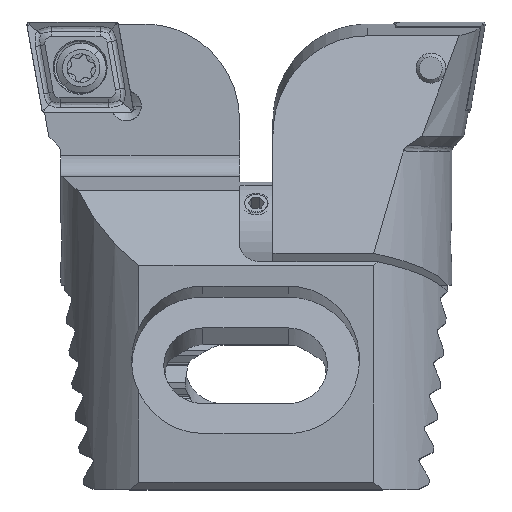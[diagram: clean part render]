
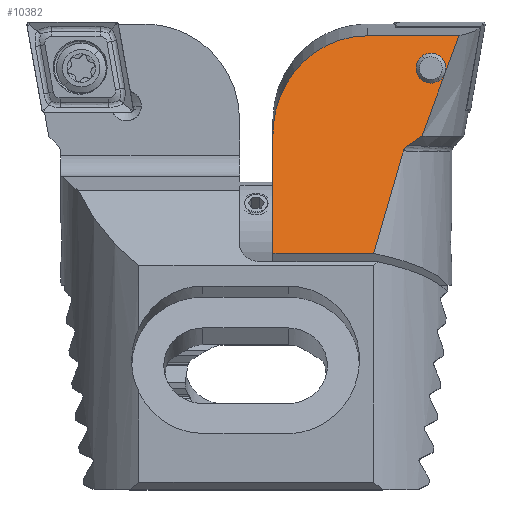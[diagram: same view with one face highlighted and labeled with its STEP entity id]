
A CAD part, top view. The second image highlights one B-rep face of the part: STEP entity #10382.
In plain terms, the highlighted face is planar.
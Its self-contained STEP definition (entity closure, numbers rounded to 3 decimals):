
#160 = EDGE_CURVE ( 'NONE', #3752, #215, #8254, .T. ) ;
#197 = CARTESIAN_POINT ( 'NONE',  ( 15.75, -32.579, -22. ) ) ;
#215 = VERTEX_POINT ( 'NONE', #11905 ) ;
#300 = CARTESIAN_POINT ( 'NONE',  ( 7.185, -11.851, -16.446 ) ) ;
#510 = CARTESIAN_POINT ( 'NONE',  ( 65., -1.957, -13.795 ) ) ;
#608 = DIRECTION ( 'NONE',  ( 0., -0.259, 0.966 ) ) ;
#842 = CARTESIAN_POINT ( 'NONE',  ( 11.544, -18.015, -18.098 ) ) ;
#1260 = LINE ( 'NONE', #11461, #4064 ) ;
#1354 = ORIENTED_EDGE ( 'NONE', *, *, #6233, .T. ) ;
#1457 = VERTEX_POINT ( 'NONE', #8397 ) ;
#1835 = VERTEX_POINT ( 'NONE', #11229 ) ;
#2159 = CARTESIAN_POINT ( 'NONE',  ( 7.694, -8.61, -15.578 ) ) ;
#2450 = CARTESIAN_POINT ( 'NONE',  ( 3.756, -1.957, -13.795 ) ) ;
#2490 = CARTESIAN_POINT ( 'NONE',  ( 7.694, -4.41, -14.452 ) ) ;
#2861 = B_SPLINE_CURVE_WITH_KNOTS ( 'NONE', 3,
 ( #5056, #5102, #4968, #4882 ),
 .UNSPECIFIED., .F., .F.,
 ( 4, 4 ),
 ( 0.001, 0.003 ),
 .UNSPECIFIED. ) ;
#2875 = ORIENTED_EDGE ( 'NONE', *, *, #3988, .T. ) ;
#2888 =( BOUNDED_CURVE ( )  B_SPLINE_CURVE ( 3, ( #7595, #300, #8630, #2450 ),
 .UNSPECIFIED., .F., .F. ) 
 B_SPLINE_CURVE_WITH_KNOTS ( ( 4, 4 ),
 ( 3.586, 3.696 ),
 .UNSPECIFIED. ) 
 CURVE ( )  GEOMETRIC_REPRESENTATION_ITEM ( )  RATIONAL_B_SPLINE_CURVE ( ( 1., 0.999, 0.999, 1. ) ) 
 REPRESENTATION_ITEM ( '' )  );
#3005 = EDGE_CURVE ( 'NONE', #1835, #9641, #1260, .T. ) ;
#3053 = AXIS2_PLACEMENT_3D ( 'NONE', #12077, #608, #7889 ) ;
#3752 = VERTEX_POINT ( 'NONE', #197 ) ;
#3877 =( BOUNDED_CURVE ( )  B_SPLINE_CURVE ( 3, ( #9603, #10310, #9700, #9559 ),
 .UNSPECIFIED., .F., .F. ) 
 B_SPLINE_CURVE_WITH_KNOTS ( ( 4, 4 ),
 ( 0., 3.142 ),
 .UNSPECIFIED. ) 
 CURVE ( )  GEOMETRIC_REPRESENTATION_ITEM ( )  RATIONAL_B_SPLINE_CURVE ( ( 1., 0.333, 0.333, 1. ) ) 
 REPRESENTATION_ITEM ( '' )  );
#3879 = EDGE_CURVE ( 'NONE', #1835, #3752, #6947, .T. ) ;
#3936 = CARTESIAN_POINT ( 'NONE',  ( 11.894, -4.41, -14.452 ) ) ;
#3988 = EDGE_CURVE ( 'NONE', #8599, #8993, #3877, .T. ) ;
#4025 = CARTESIAN_POINT ( 'NONE',  ( 11.469, -17.88, -18.061 ) ) ;
#4064 = VECTOR ( 'NONE', #7769, 1000. ) ;
#4153 = EDGE_LOOP ( 'NONE', ( #12768, #9330, #11688, #9982, #10981, #8828, #4321, #11509 ) ) ;
#4233 = EDGE_CURVE ( 'NONE', #1457, #8591, #2861, .T. ) ;
#4321 = ORIENTED_EDGE ( 'NONE', *, *, #4233, .T. ) ;
#4450 = CARTESIAN_POINT ( 'NONE',  ( 29.9, -15.813, -17.508 ) ) ;
#4526 = VERTEX_POINT ( 'NONE', #11246 ) ;
#4594 = CARTESIAN_POINT ( 'NONE',  ( 8.976, -16.083, -17.58 ) ) ;
#4882 = CARTESIAN_POINT ( 'NONE',  ( 8.976, -16.083, -17.58 ) ) ;
#4968 = CARTESIAN_POINT ( 'NONE',  ( 9.655, -16.549, -17.705 ) ) ;
#5056 = CARTESIAN_POINT ( 'NONE',  ( 11.03, -17.457, -17.948 ) ) ;
#5080 = CARTESIAN_POINT ( 'NONE',  ( 11.16, -17.542, -17.971 ) ) ;
#5102 = CARTESIAN_POINT ( 'NONE',  ( 10.339, -17.008, -17.828 ) ) ;
#5330 = FACE_BOUND ( 'NONE', #11161, .T. ) ;
#5705 = CARTESIAN_POINT ( 'NONE',  ( 3.756, -1.957, -13.795 ) ) ;
#5715 =( BOUNDED_CURVE ( )  B_SPLINE_CURVE ( 3, ( #8752, #9070, #3936, #11232 ),
 .UNSPECIFIED., .F., .F. ) 
 B_SPLINE_CURVE_WITH_KNOTS ( ( 4, 4 ),
 ( 3.142, 6.283 ),
 .UNSPECIFIED. ) 
 CURVE ( )  GEOMETRIC_REPRESENTATION_ITEM ( )  RATIONAL_B_SPLINE_CURVE ( ( 1., 0.333, 0.333, 1. ) ) 
 REPRESENTATION_ITEM ( '' )  );
#5921 = VECTOR ( 'NONE', #9888, 1000. ) ;
#6233 = EDGE_CURVE ( 'NONE', #8993, #8599, #5715, .T. ) ;
#6850 = PLANE ( 'NONE',  #3053 ) ;
#6947 = LINE ( 'NONE', #12619, #7266 ) ;
#7266 = VECTOR ( 'NONE', #12705, 1000. ) ;
#7595 = CARTESIAN_POINT ( 'NONE',  ( 8.976, -16.083, -17.58 ) ) ;
#7769 = DIRECTION ( 'NONE',  ( 0., 0.966, 0.259 ) ) ;
#7889 = DIRECTION ( 'NONE',  ( 0., -0.966, -0.259 ) ) ;
#8113 = VERTEX_POINT ( 'NONE', #5705 ) ;
#8254 =( BOUNDED_CURVE ( )  B_SPLINE_CURVE ( 3, ( #10097, #10554, #10595, #10599 ),
 .UNSPECIFIED., .F., .F. ) 
 B_SPLINE_CURVE_WITH_KNOTS ( ( 4, 4 ),
 ( 3.785, 3.992 ),
 .UNSPECIFIED. ) 
 CURVE ( )  GEOMETRIC_REPRESENTATION_ITEM ( )  RATIONAL_B_SPLINE_CURVE ( ( 1., 0.996, 0.996, 1. ) ) 
 REPRESENTATION_ITEM ( '' )  );
#8397 = CARTESIAN_POINT ( 'NONE',  ( 11.03, -17.457, -17.948 ) ) ;
#8430 = CARTESIAN_POINT ( 'NONE',  ( 29.9, -15.813, -17.508 ) ) ;
#8541 = EDGE_CURVE ( 'NONE', #4526, #9641, #8843, .T. ) ;
#8547 = CARTESIAN_POINT ( 'NONE',  ( 24.391, -1.957, -13.795 ) ) ;
#8591 = VERTEX_POINT ( 'NONE', #4594 ) ;
#8599 = VERTEX_POINT ( 'NONE', #2490 ) ;
#8630 = CARTESIAN_POINT ( 'NONE',  ( 5.443, -7.138, -15.183 ) ) ;
#8752 = CARTESIAN_POINT ( 'NONE',  ( 7.694, -8.61, -15.578 ) ) ;
#8828 = ORIENTED_EDGE ( 'NONE', *, *, #9501, .T. ) ;
#8843 =( BOUNDED_CURVE ( )  B_SPLINE_CURVE ( 3, ( #9552, #8547, #10673, #4450 ),
 .UNSPECIFIED., .F., .T. ) 
 B_SPLINE_CURVE_WITH_KNOTS ( ( 4, 4 ),
 ( 3.142, 4.712 ),
 .UNSPECIFIED. ) 
 CURVE ( )  GEOMETRIC_REPRESENTATION_ITEM ( )  RATIONAL_B_SPLINE_CURVE ( ( 1., 0.805, 0.805, 1. ) ) 
 REPRESENTATION_ITEM ( '' )  );
#8993 = VERTEX_POINT ( 'NONE', #2159 ) ;
#9070 = CARTESIAN_POINT ( 'NONE',  ( 11.894, -8.61, -15.578 ) ) ;
#9167 = CARTESIAN_POINT ( 'NONE',  ( 11.579, -18.164, -18.138 ) ) ;
#9330 = ORIENTED_EDGE ( 'NONE', *, *, #8541, .T. ) ;
#9501 = EDGE_CURVE ( 'NONE', #215, #1457, #12862, .T. ) ;
#9552 = CARTESIAN_POINT ( 'NONE',  ( 16.6, -1.957, -13.795 ) ) ;
#9559 = CARTESIAN_POINT ( 'NONE',  ( 7.694, -8.61, -15.578 ) ) ;
#9603 = CARTESIAN_POINT ( 'NONE',  ( 7.694, -4.41, -14.452 ) ) ;
#9641 = VERTEX_POINT ( 'NONE', #8430 ) ;
#9700 = CARTESIAN_POINT ( 'NONE',  ( 3.494, -8.61, -15.578 ) ) ;
#9888 = DIRECTION ( 'NONE',  ( -1., 0., 0. ) ) ;
#9982 = ORIENTED_EDGE ( 'NONE', *, *, #3879, .T. ) ;
#10097 = CARTESIAN_POINT ( 'NONE',  ( 15.75, -32.579, -22. ) ) ;
#10310 = CARTESIAN_POINT ( 'NONE',  ( 3.494, -4.41, -14.452 ) ) ;
#10382 = ADVANCED_FACE ( 'NONE', ( #5330, #10826 ), #6850, .F. ) ;
#10554 = CARTESIAN_POINT ( 'NONE',  ( 14.229, -28.321, -20.859 ) ) ;
#10595 = CARTESIAN_POINT ( 'NONE',  ( 12.834, -23.499, -19.567 ) ) ;
#10599 = CARTESIAN_POINT ( 'NONE',  ( 11.579, -18.164, -18.138 ) ) ;
#10673 = CARTESIAN_POINT ( 'NONE',  ( 29.9, -7.696, -15.333 ) ) ;
#10742 = EDGE_CURVE ( 'NONE', #8591, #8113, #2888, .T. ) ;
#10826 = FACE_OUTER_BOUND ( 'NONE', #4153, .T. ) ;
#10981 = ORIENTED_EDGE ( 'NONE', *, *, #160, .T. ) ;
#11161 = EDGE_LOOP ( 'NONE', ( #1354, #2875 ) ) ;
#11229 = CARTESIAN_POINT ( 'NONE',  ( 29.9, -32.579, -22. ) ) ;
#11232 = CARTESIAN_POINT ( 'NONE',  ( 7.694, -4.41, -14.452 ) ) ;
#11246 = CARTESIAN_POINT ( 'NONE',  ( 16.6, -1.957, -13.795 ) ) ;
#11313 = CARTESIAN_POINT ( 'NONE',  ( 11.277, -17.643, -17.998 ) ) ;
#11461 = CARTESIAN_POINT ( 'NONE',  ( 29.9, -32.579, -22. ) ) ;
#11470 = LINE ( 'NONE', #510, #5921 ) ;
#11509 = ORIENTED_EDGE ( 'NONE', *, *, #10742, .T. ) ;
#11688 = ORIENTED_EDGE ( 'NONE', *, *, #3005, .F. ) ;
#11905 = CARTESIAN_POINT ( 'NONE',  ( 11.579, -18.164, -18.138 ) ) ;
#12077 = CARTESIAN_POINT ( 'NONE',  ( 65., -1.957, -13.795 ) ) ;
#12082 = EDGE_CURVE ( 'NONE', #4526, #8113, #11470, .T. ) ;
#12366 = CARTESIAN_POINT ( 'NONE',  ( 11.03, -17.457, -17.948 ) ) ;
#12619 = CARTESIAN_POINT ( 'NONE',  ( 65., -32.579, -22. ) ) ;
#12705 = DIRECTION ( 'NONE',  ( -1., 0., 0. ) ) ;
#12768 = ORIENTED_EDGE ( 'NONE', *, *, #12082, .F. ) ;
#12862 = B_SPLINE_CURVE_WITH_KNOTS ( 'NONE', 3,
 ( #9167, #842, #4025, #11313, #5080, #12366 ),
 .UNSPECIFIED., .F., .F.,
 ( 4, 2, 4 ),
 ( 0., 0., 0.001 ),
 .UNSPECIFIED. ) ;
